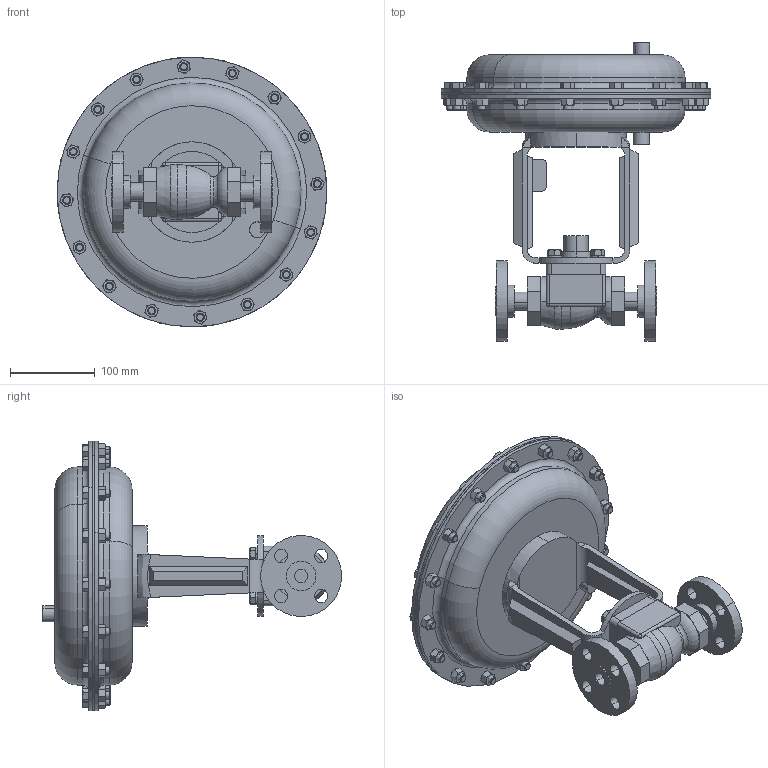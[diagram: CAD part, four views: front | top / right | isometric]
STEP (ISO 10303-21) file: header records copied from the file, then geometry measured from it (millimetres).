
FILE_DESCRIPTION (( 'STEP AP203' ), '1' );
FILE_NAME ('78-050-BR+CS+S6-F3-55M.step', '2017-09-25T13:10:05', ( '' ), ( '' ), 'SwSTEP 2.0', 'SolidWorks 2014', '' );
FILE_SCHEMA (( 'CONFIG_CONTROL_DESIGN' ));
Length unit declared in the file: inch
Products named in the file (1): 78-050-BR+CS+S6-F3-55M
Bounding box: 317.42 x 351.9 x 317.42 mm (x, y, z)
Volume: 5409074.7 mm3; surface area: 779083.1 mm2
Topology: 52 solids, 52 shells, 1016 faces, 2190 edges, 1315 vertices
Faces by surface type: plane 452, cone 376, cylinder 149, torus 33, sphere 4, bspline 2
Entity records: 29771 total; most frequent: CARTESIAN_POINT 8563, ORIENTED_EDGE 4372, DIRECTION 4277, EDGE_CURVE 2186, AXIS2_PLACEMENT_3D 1758, VERTEX_POINT 1315, EDGE_LOOP 1079, FACE_OUTER_BOUND 1016
